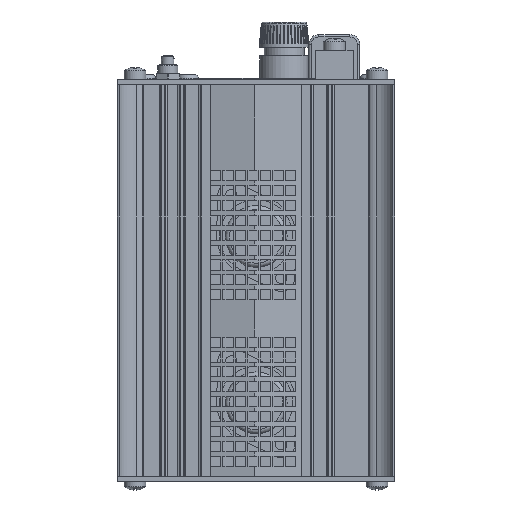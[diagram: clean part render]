
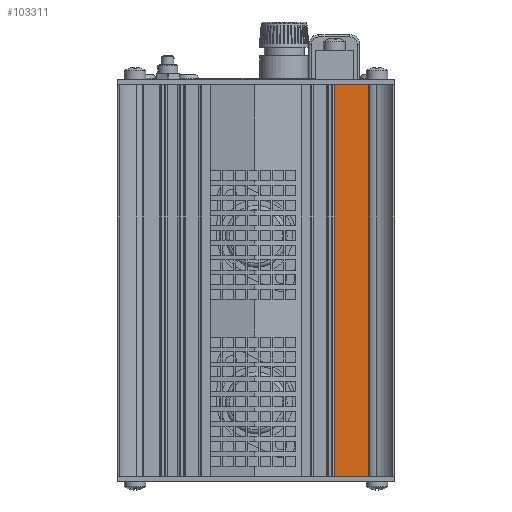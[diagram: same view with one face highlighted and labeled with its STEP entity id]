
A CAD part, left-side view. The second image highlights one B-rep face of the part: STEP entity #103311.
In plain terms, the highlighted planar face has unit normal (-1, 0, 0).
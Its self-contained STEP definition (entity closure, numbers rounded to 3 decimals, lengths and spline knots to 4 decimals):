
#2368=PLANE('',#109278);
#6420=LINE('',#139341,#18604);
#6421=LINE('',#139345,#18605);
#6422=LINE('',#139347,#18606);
#6423=LINE('',#139348,#18607);
#18604=VECTOR('',#115206,0.3937);
#18605=VECTOR('',#115211,0.3937);
#18606=VECTOR('',#115212,0.3937);
#18607=VECTOR('',#115213,0.3937);
#34071=FACE_OUTER_BOUND('',#39486,.T.);
#39486=EDGE_LOOP('',(#72817,#72818,#72819,#72820));
#47478=VERTEX_POINT('',#139338);
#47479=VERTEX_POINT('',#139340);
#47480=VERTEX_POINT('',#139344);
#47481=VERTEX_POINT('',#139346);
#57653=EDGE_CURVE('',#47479,#47478,#6420,.T.);
#57655=EDGE_CURVE('',#47478,#47480,#6421,.T.);
#57656=EDGE_CURVE('',#47481,#47480,#6422,.T.);
#57657=EDGE_CURVE('',#47479,#47481,#6423,.T.);
#72817=ORIENTED_EDGE('',*,*,#57655,.T.);
#72818=ORIENTED_EDGE('',*,*,#57656,.F.);
#72819=ORIENTED_EDGE('',*,*,#57657,.F.);
#72820=ORIENTED_EDGE('',*,*,#57653,.T.);
#103311=ADVANCED_FACE('',(#34071),#2368,.T.);
#109278=AXIS2_PLACEMENT_3D('',#139343,#115209,#115210);
#115206=DIRECTION('',(0.,0.,-1.));
#115209=DIRECTION('center_axis',(-1.,0.,0.));
#115210=DIRECTION('ref_axis',(0.,0.,1.));
#115211=DIRECTION('',(0.,-1.,0.));
#115212=DIRECTION('',(0.,0.,-1.));
#115213=DIRECTION('',(0.,-1.,0.));
#139338=CARTESIAN_POINT('',(-4.3011,3.2294,-4.858));
#139340=CARTESIAN_POINT('',(-4.3011,3.2294,0.));
#139341=CARTESIAN_POINT('',(-4.3011,3.2294,0.));
#139343=CARTESIAN_POINT('Origin',(-4.3011,2.8297,0.));
#139344=CARTESIAN_POINT('',(-4.3011,2.6997,-4.858));
#139345=CARTESIAN_POINT('',(-4.3011,2.8297,-4.858));
#139346=CARTESIAN_POINT('',(-4.3011,2.6997,0.));
#139347=CARTESIAN_POINT('',(-4.3011,2.6997,0.));
#139348=CARTESIAN_POINT('',(-4.3011,3.2294,0.));
